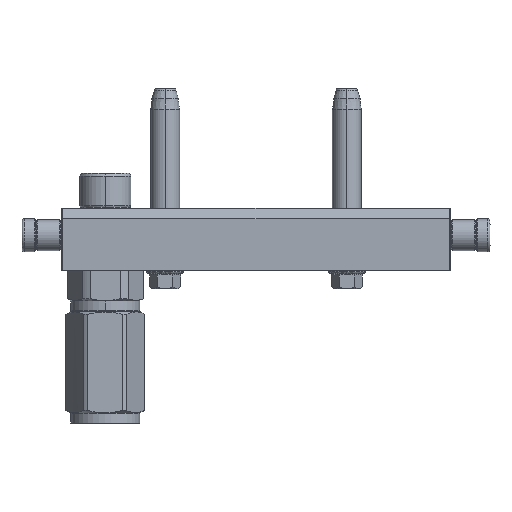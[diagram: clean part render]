
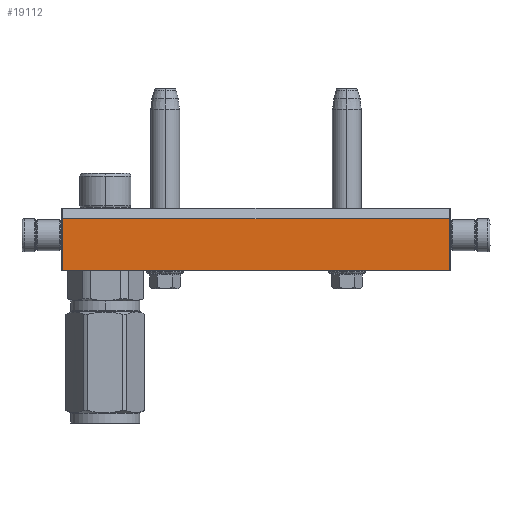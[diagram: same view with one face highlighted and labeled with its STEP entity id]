
A CAD part, left-side view. The second image highlights one B-rep face of the part: STEP entity #19112.
In plain terms, the highlighted face is planar.
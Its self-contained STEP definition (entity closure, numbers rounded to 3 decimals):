
#929 = EDGE_CURVE ( 'NONE', #52458, #21632, #55856, .T. ) ;
#2769 = CARTESIAN_POINT ( 'NONE',  ( 93.5, -10., -45. ) ) ;
#7618 = VECTOR ( 'NONE', #28930, 1000. ) ;
#10730 = EDGE_CURVE ( 'NONE', #35585, #25873, #47836, .T. ) ;
#12150 = LINE ( 'NONE', #42331, #49955 ) ;
#13455 = FACE_OUTER_BOUND ( 'NONE', #22056, .T. ) ;
#19112 = ADVANCED_FACE ( 'NONE', ( #13455 ), #21099, .T. ) ;
#19559 = LINE ( 'NONE', #46756, #7618 ) ;
#19756 = DIRECTION ( 'NONE',  ( -1., 0., 0. ) ) ;
#21099 = PLANE ( 'NONE',  #52361 ) ;
#21632 = VERTEX_POINT ( 'NONE', #28520 ) ;
#22056 = EDGE_LOOP ( 'NONE', ( #50793, #54684, #42179, #35327 ) ) ;
#25873 = VERTEX_POINT ( 'NONE', #38793 ) ;
#26150 = CARTESIAN_POINT ( 'NONE',  ( 94., -15., -45. ) ) ;
#28520 = CARTESIAN_POINT ( 'NONE',  ( 93.5, 15., -45. ) ) ;
#28930 = DIRECTION ( 'NONE',  ( 1., 0., 0. ) ) ;
#31720 = VECTOR ( 'NONE', #33418, 1000. ) ;
#32222 = EDGE_CURVE ( 'NONE', #35585, #52458, #19559, .T. ) ;
#33418 = DIRECTION ( 'NONE',  ( 0., 1., 0. ) ) ;
#34463 = CARTESIAN_POINT ( 'NONE',  ( -93.5, -10., -45. ) ) ;
#35327 = ORIENTED_EDGE ( 'NONE', *, *, #10730, .T. ) ;
#35585 = VERTEX_POINT ( 'NONE', #34463 ) ;
#38793 = CARTESIAN_POINT ( 'NONE',  ( -93.5, 15., -45. ) ) ;
#38978 = DIRECTION ( 'NONE',  ( -1., 0., 0. ) ) ;
#42179 = ORIENTED_EDGE ( 'NONE', *, *, #32222, .F. ) ;
#42331 = CARTESIAN_POINT ( 'NONE',  ( 93.5, 15., -45. ) ) ;
#43028 = CARTESIAN_POINT ( 'NONE',  ( -93.5, -10., -45. ) ) ;
#44638 = DIRECTION ( 'NONE',  ( 0., 1., 0. ) ) ;
#46756 = CARTESIAN_POINT ( 'NONE',  ( -93.5, -10., -45. ) ) ;
#47836 = LINE ( 'NONE', #43028, #31720 ) ;
#48707 = DIRECTION ( 'NONE',  ( 0., 0., -1. ) ) ;
#49505 = CARTESIAN_POINT ( 'NONE',  ( 93.5, -10., -45. ) ) ;
#49546 = VECTOR ( 'NONE', #44638, 1000. ) ;
#49955 = VECTOR ( 'NONE', #19756, 1000. ) ;
#50793 = ORIENTED_EDGE ( 'NONE', *, *, #51303, .F. ) ;
#51303 = EDGE_CURVE ( 'NONE', #21632, #25873, #12150, .T. ) ;
#52361 = AXIS2_PLACEMENT_3D ( 'NONE', #26150, #48707, #38978 ) ;
#52458 = VERTEX_POINT ( 'NONE', #2769 ) ;
#54684 = ORIENTED_EDGE ( 'NONE', *, *, #929, .F. ) ;
#55856 = LINE ( 'NONE', #49505, #49546 ) ;
